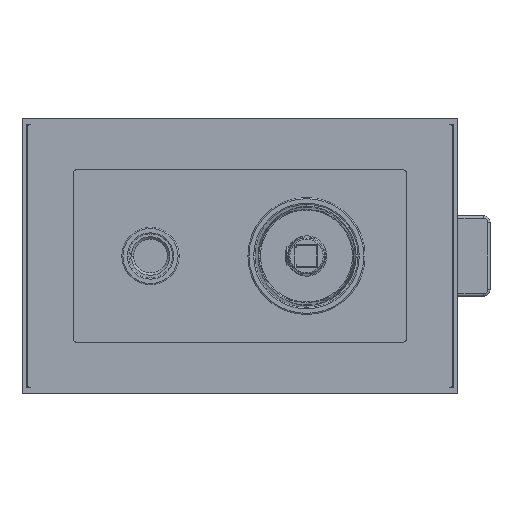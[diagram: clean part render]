
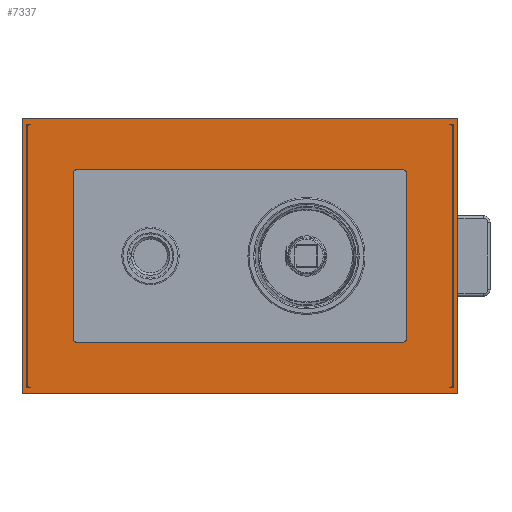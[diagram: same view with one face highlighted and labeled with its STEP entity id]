
A CAD part, left-side view. The second image highlights one B-rep face of the part: STEP entity #7337.
In plain terms, the highlighted planar face has unit normal (-1, 0, 0).
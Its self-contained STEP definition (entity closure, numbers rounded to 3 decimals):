
#5706=CARTESIAN_POINT('',(-10.,-65.5,-59.5));
#5707=DIRECTION('',(-1.,0.,0.));
#5708=DIRECTION('',(0.,0.,-1.));
#5709=AXIS2_PLACEMENT_3D('',#5706,#5707,#5708);
#5711=DIRECTION('',(0.,1.,0.));
#5712=VECTOR('',#5711,189.);
#5713=CARTESIAN_POINT('',(-10.,-65.5,-60.));
#5714=LINE('',#5713,#5712);
#5715=CARTESIAN_POINT('',(-10.,123.5,-59.5));
#5716=DIRECTION('',(-1.,0.,0.));
#5717=DIRECTION('',(0.,1.,0.));
#5718=AXIS2_PLACEMENT_3D('',#5715,#5716,#5717);
#5720=DIRECTION('',(0.,0.,1.));
#5721=VECTOR('',#5720,119.);
#5722=CARTESIAN_POINT('',(-10.,124.,-59.5));
#5723=LINE('',#5722,#5721);
#5724=CARTESIAN_POINT('',(-10.,123.5,59.5));
#5725=DIRECTION('',(-1.,0.,0.));
#5726=DIRECTION('',(0.,0.,1.));
#5727=AXIS2_PLACEMENT_3D('',#5724,#5725,#5726);
#5729=DIRECTION('',(0.,-1.,0.));
#5730=VECTOR('',#5729,189.);
#5731=CARTESIAN_POINT('',(-10.,123.5,60.));
#5732=LINE('',#5731,#5730);
#5733=CARTESIAN_POINT('',(-10.,-65.5,59.5));
#5734=DIRECTION('',(-1.,0.,0.));
#5735=DIRECTION('',(0.,-1.,0.));
#5736=AXIS2_PLACEMENT_3D('',#5733,#5734,#5735);
#5738=DIRECTION('',(0.,0.,-1.));
#5739=VECTOR('',#5738,119.);
#5740=CARTESIAN_POINT('',(-10.,-66.,59.5));
#5741=LINE('',#5740,#5739);
#5742=DIRECTION('',(0.,-1.,0.));
#5743=VECTOR('',#5742,1.5);
#5744=CARTESIAN_POINT('',(-10.,-62.5,57.5));
#5745=LINE('',#5744,#5743);
#5746=CARTESIAN_POINT('',(-10.,-62.5,56.5));
#5747=DIRECTION('',(-1.,0.,0.));
#5748=DIRECTION('',(0.,-1.,0.));
#5749=AXIS2_PLACEMENT_3D('',#5746,#5747,#5748);
#5751=DIRECTION('',(0.,0.,1.));
#5752=VECTOR('',#5751,113.);
#5753=CARTESIAN_POINT('',(-10.,-63.5,-56.5));
#5754=LINE('',#5753,#5752);
#5755=CARTESIAN_POINT('',(-10.,-62.5,-56.5));
#5756=DIRECTION('',(-1.,0.,0.));
#5757=DIRECTION('',(0.,0.,-1.));
#5758=AXIS2_PLACEMENT_3D('',#5755,#5756,#5757);
#5760=DIRECTION('',(0.,1.,0.));
#5761=VECTOR('',#5760,1.5);
#5762=CARTESIAN_POINT('',(-10.,-64.,-57.5));
#5763=LINE('',#5762,#5761);
#5764=DIRECTION('',(0.,0.,-1.));
#5765=VECTOR('',#5764,115.);
#5766=CARTESIAN_POINT('',(-10.,-64.,57.5));
#5767=LINE('',#5766,#5765);
#5768=DIRECTION('',(0.,1.,0.));
#5769=VECTOR('',#5768,143.);
#5770=CARTESIAN_POINT('',(-10.,-42.5,-37.5));
#5771=LINE('',#5770,#5769);
#5772=DIRECTION('',(0.,0.,-1.));
#5773=VECTOR('',#5772,73.);
#5774=CARTESIAN_POINT('',(-10.,-43.5,36.5));
#5775=LINE('',#5774,#5773);
#5776=DIRECTION('',(0.,-1.,0.));
#5777=VECTOR('',#5776,143.);
#5778=CARTESIAN_POINT('',(-10.,100.5,37.5));
#5779=LINE('',#5778,#5777);
#5780=DIRECTION('',(0.,0.,1.));
#5781=VECTOR('',#5780,73.);
#5782=CARTESIAN_POINT('',(-10.,101.5,-36.5));
#5783=LINE('',#5782,#5781);
#5784=DIRECTION('',(0.,1.,0.));
#5785=VECTOR('',#5784,1.5);
#5786=CARTESIAN_POINT('',(-10.,120.5,-57.5));
#5787=LINE('',#5786,#5785);
#5788=CARTESIAN_POINT('',(-10.,120.5,-56.5));
#5789=DIRECTION('',(-1.,0.,0.));
#5790=DIRECTION('',(0.,1.,0.));
#5791=AXIS2_PLACEMENT_3D('',#5788,#5789,#5790);
#5793=DIRECTION('',(0.,0.,-1.));
#5794=VECTOR('',#5793,113.);
#5795=CARTESIAN_POINT('',(-10.,121.5,56.5));
#5796=LINE('',#5795,#5794);
#5797=CARTESIAN_POINT('',(-10.,120.5,56.5));
#5798=DIRECTION('',(-1.,0.,0.));
#5799=DIRECTION('',(0.,0.,1.));
#5800=AXIS2_PLACEMENT_3D('',#5797,#5798,#5799);
#5802=DIRECTION('',(0.,-1.,0.));
#5803=VECTOR('',#5802,1.5);
#5804=CARTESIAN_POINT('',(-10.,122.,57.5));
#5805=LINE('',#5804,#5803);
#5806=DIRECTION('',(0.,0.,1.));
#5807=VECTOR('',#5806,115.);
#5808=CARTESIAN_POINT('',(-10.,122.,-57.5));
#5809=LINE('',#5808,#5807);
#6293=CARTESIAN_POINT('',(-10.,-42.5,-36.5));
#6294=DIRECTION('',(1.,0.,0.));
#6295=DIRECTION('',(0.,-1.,0.));
#6296=AXIS2_PLACEMENT_3D('',#6293,#6294,#6295);
#6311=CARTESIAN_POINT('',(-10.,-42.5,36.5));
#6312=DIRECTION('',(1.,0.,0.));
#6313=DIRECTION('',(0.,0.,1.));
#6314=AXIS2_PLACEMENT_3D('',#6311,#6312,#6313);
#6329=CARTESIAN_POINT('',(-10.,100.5,36.5));
#6330=DIRECTION('',(1.,0.,0.));
#6331=DIRECTION('',(0.,1.,0.));
#6332=AXIS2_PLACEMENT_3D('',#6329,#6330,#6331);
#6347=CARTESIAN_POINT('',(-10.,100.5,-36.5));
#6348=DIRECTION('',(1.,0.,0.));
#6349=DIRECTION('',(0.,0.,-1.));
#6350=AXIS2_PLACEMENT_3D('',#6347,#6348,#6349);
#6365=CARTESIAN_POINT('',(-10.,122.,-57.5));
#6366=CARTESIAN_POINT('',(-10.,122.,57.5));
#6367=VERTEX_POINT('',#6365);
#6368=VERTEX_POINT('',#6366);
#6369=CARTESIAN_POINT('',(-10.,-64.,57.5));
#6370=CARTESIAN_POINT('',(-10.,-64.,-57.5));
#6371=VERTEX_POINT('',#6369);
#6372=VERTEX_POINT('',#6370);
#6397=CARTESIAN_POINT('',(-10.,-65.5,-60.));
#6398=CARTESIAN_POINT('',(-10.,-66.,-59.5));
#6399=VERTEX_POINT('',#6397);
#6400=VERTEX_POINT('',#6398);
#6401=CARTESIAN_POINT('',(-10.,124.,-59.5));
#6402=CARTESIAN_POINT('',(-10.,123.5,-60.));
#6403=VERTEX_POINT('',#6401);
#6404=VERTEX_POINT('',#6402);
#6405=CARTESIAN_POINT('',(-10.,123.5,60.));
#6406=CARTESIAN_POINT('',(-10.,124.,59.5));
#6407=VERTEX_POINT('',#6405);
#6408=VERTEX_POINT('',#6406);
#6409=CARTESIAN_POINT('',(-10.,-66.,59.5));
#6410=CARTESIAN_POINT('',(-10.,-65.5,60.));
#6411=VERTEX_POINT('',#6409);
#6412=VERTEX_POINT('',#6410);
#6554=CARTESIAN_POINT('',(-10.,-43.5,36.5));
#6556=VERTEX_POINT('',#6554);
#6558=CARTESIAN_POINT('',(-10.,-42.5,37.5));
#6560=VERTEX_POINT('',#6558);
#6562=CARTESIAN_POINT('',(-10.,-42.5,-37.5));
#6564=VERTEX_POINT('',#6562);
#6566=CARTESIAN_POINT('',(-10.,-43.5,-36.5));
#6568=VERTEX_POINT('',#6566);
#6570=CARTESIAN_POINT('',(-10.,101.5,-36.5));
#6572=VERTEX_POINT('',#6570);
#6574=CARTESIAN_POINT('',(-10.,100.5,-37.5));
#6576=VERTEX_POINT('',#6574);
#6578=CARTESIAN_POINT('',(-10.,100.5,37.5));
#6580=VERTEX_POINT('',#6578);
#6582=CARTESIAN_POINT('',(-10.,101.5,36.5));
#6584=VERTEX_POINT('',#6582);
#6585=CARTESIAN_POINT('',(-10.,-63.5,-56.5));
#6587=VERTEX_POINT('',#6585);
#6589=CARTESIAN_POINT('',(-10.,-63.5,56.5));
#6591=VERTEX_POINT('',#6589);
#6593=CARTESIAN_POINT('',(-10.,121.5,56.5));
#6595=VERTEX_POINT('',#6593);
#6597=CARTESIAN_POINT('',(-10.,121.5,-56.5));
#6599=VERTEX_POINT('',#6597);
#6605=CARTESIAN_POINT('',(-10.,-62.5,-57.5));
#6606=VERTEX_POINT('',#6605);
#6607=CARTESIAN_POINT('',(-10.,120.5,-57.5));
#6608=VERTEX_POINT('',#6607);
#6613=CARTESIAN_POINT('',(-10.,-62.5,57.5));
#6614=VERTEX_POINT('',#6613);
#6615=CARTESIAN_POINT('',(-10.,120.5,57.5));
#6616=VERTEX_POINT('',#6615);
#7271=CARTESIAN_POINT('',(-10.,29.,0.));
#7272=DIRECTION('',(1.,0.,0.));
#7273=DIRECTION('',(0.,0.,-1.));
#7274=AXIS2_PLACEMENT_3D('',#7271,#7272,#7273);
#7275=PLANE('',#7274);
#7277=ORIENTED_EDGE('',*,*,#7276,.F.);
#7279=ORIENTED_EDGE('',*,*,#7278,.T.);
#7281=ORIENTED_EDGE('',*,*,#7280,.F.);
#7283=ORIENTED_EDGE('',*,*,#7282,.T.);
#7285=ORIENTED_EDGE('',*,*,#7284,.F.);
#7287=ORIENTED_EDGE('',*,*,#7286,.T.);
#7289=ORIENTED_EDGE('',*,*,#7288,.F.);
#7291=ORIENTED_EDGE('',*,*,#7290,.T.);
#7292=EDGE_LOOP('',(#7277,#7279,#7281,#7283,#7285,#7287,#7289,#7291));
#7293=FACE_OUTER_BOUND('',#7292,.F.);
#7295=ORIENTED_EDGE('',*,*,#7294,.F.);
#7297=ORIENTED_EDGE('',*,*,#7296,.F.);
#7299=ORIENTED_EDGE('',*,*,#7298,.F.);
#7300=ORIENTED_EDGE('',*,*,#7256,.F.);
#7301=ORIENTED_EDGE('',*,*,#7188,.F.);
#7303=ORIENTED_EDGE('',*,*,#7302,.F.);
#7304=EDGE_LOOP('',(#7295,#7297,#7299,#7300,#7301,#7303));
#7305=FACE_BOUND('',#7304,.F.);
#7307=ORIENTED_EDGE('',*,*,#7306,.F.);
#7309=ORIENTED_EDGE('',*,*,#7308,.F.);
#7311=ORIENTED_EDGE('',*,*,#7310,.F.);
#7313=ORIENTED_EDGE('',*,*,#7312,.F.);
#7315=ORIENTED_EDGE('',*,*,#7314,.F.);
#7317=ORIENTED_EDGE('',*,*,#7316,.F.);
#7319=ORIENTED_EDGE('',*,*,#7318,.F.);
#7321=ORIENTED_EDGE('',*,*,#7320,.F.);
#7322=EDGE_LOOP('',(#7307,#7309,#7311,#7313,#7315,#7317,#7319,#7321));
#7323=FACE_BOUND('',#7322,.F.);
#7324=ORIENTED_EDGE('',*,*,#7181,.F.);
#7326=ORIENTED_EDGE('',*,*,#7325,.F.);
#7328=ORIENTED_EDGE('',*,*,#7327,.F.);
#7330=ORIENTED_EDGE('',*,*,#7329,.F.);
#7332=ORIENTED_EDGE('',*,*,#7331,.F.);
#7334=ORIENTED_EDGE('',*,*,#7333,.F.);
#7335=EDGE_LOOP('',(#7324,#7326,#7328,#7330,#7332,#7334));
#7336=FACE_BOUND('',#7335,.F.);
#7337=ADVANCED_FACE('',(#7293,#7305,#7323,#7336),#7275,.F.);
#5710=CIRCLE('',#5709,0.5);
#5719=CIRCLE('',#5718,0.5);
#5728=CIRCLE('',#5727,0.5);
#5737=CIRCLE('',#5736,0.5);
#5750=CIRCLE('',#5749,1.);
#5759=CIRCLE('',#5758,1.);
#5792=CIRCLE('',#5791,1.);
#5801=CIRCLE('',#5800,1.);
#6297=CIRCLE('',#6296,1.);
#6315=CIRCLE('',#6314,1.);
#6333=CIRCLE('',#6332,1.);
#6351=CIRCLE('',#6350,1.);
#7181=EDGE_CURVE('',#6608,#6367,#5787,.T.);
#7188=EDGE_CURVE('',#6372,#6606,#5763,.T.);
#7256=EDGE_CURVE('',#6606,#6587,#5759,.T.);
#7276=EDGE_CURVE('',#6399,#6400,#5710,.T.);
#7278=EDGE_CURVE('',#6399,#6404,#5714,.T.);
#7280=EDGE_CURVE('',#6403,#6404,#5719,.T.);
#7282=EDGE_CURVE('',#6403,#6408,#5723,.T.);
#7284=EDGE_CURVE('',#6407,#6408,#5728,.T.);
#7286=EDGE_CURVE('',#6407,#6412,#5732,.T.);
#7288=EDGE_CURVE('',#6411,#6412,#5737,.T.);
#7290=EDGE_CURVE('',#6411,#6400,#5741,.T.);
#7294=EDGE_CURVE('',#6614,#6371,#5745,.T.);
#7296=EDGE_CURVE('',#6591,#6614,#5750,.T.);
#7298=EDGE_CURVE('',#6587,#6591,#5754,.T.);
#7302=EDGE_CURVE('',#6371,#6372,#5767,.T.);
#7306=EDGE_CURVE('',#6564,#6576,#5771,.T.);
#7308=EDGE_CURVE('',#6568,#6564,#6297,.T.);
#7310=EDGE_CURVE('',#6556,#6568,#5775,.T.);
#7312=EDGE_CURVE('',#6560,#6556,#6315,.T.);
#7314=EDGE_CURVE('',#6580,#6560,#5779,.T.);
#7316=EDGE_CURVE('',#6584,#6580,#6333,.T.);
#7318=EDGE_CURVE('',#6572,#6584,#5783,.T.);
#7320=EDGE_CURVE('',#6576,#6572,#6351,.T.);
#7325=EDGE_CURVE('',#6599,#6608,#5792,.T.);
#7327=EDGE_CURVE('',#6595,#6599,#5796,.T.);
#7329=EDGE_CURVE('',#6616,#6595,#5801,.T.);
#7331=EDGE_CURVE('',#6368,#6616,#5805,.T.);
#7333=EDGE_CURVE('',#6367,#6368,#5809,.T.);
